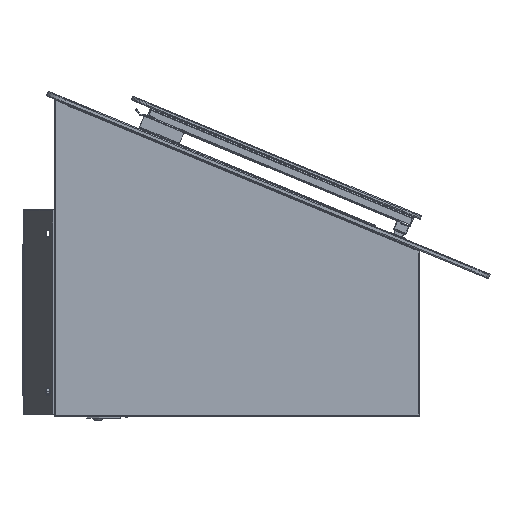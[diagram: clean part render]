
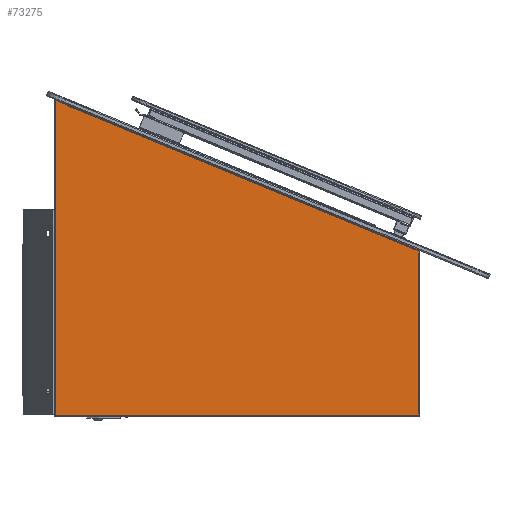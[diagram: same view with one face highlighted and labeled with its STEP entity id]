
A CAD part, left-side view. The second image highlights one B-rep face of the part: STEP entity #73275.
In plain terms, the highlighted face is planar.
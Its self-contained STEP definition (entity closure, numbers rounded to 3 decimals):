
#69936=DIRECTION('',(0.,-0.924,0.383));
#69937=VECTOR('',#69936,14.787);
#69938=CARTESIAN_POINT('',(0.,186.994,-330.462));
#69939=LINE('',#69938,#69937);
#69940=DIRECTION('',(0.,-0.383,-0.924));
#69941=VECTOR('',#69940,0.5);
#69942=CARTESIAN_POINT('',(0.,173.523,-324.341));
#69943=LINE('',#69942,#69941);
#69944=DIRECTION('',(0.,-0.383,-0.924));
#69945=VECTOR('',#69944,0.5);
#69946=CARTESIAN_POINT('',(0.,-186.35,-175.277));
#69947=LINE('',#69946,#69945);
#69948=DIRECTION('',(0.,-0.924,0.383));
#69949=VECTOR('',#69948,5.265);
#69950=CARTESIAN_POINT('',(0.,-186.541,-175.739));
#69951=LINE('',#69950,#69949);
#69952=CARTESIAN_POINT('',(0.,-191.1,-172.984));
#69953=DIRECTION('',(1.,0.,0.));
#69954=DIRECTION('',(0.,-1.,0.));
#69955=AXIS2_PLACEMENT_3D('',#69952,#69953,#69954);
#69957=DIRECTION('',(0.,0.,1.));
#69958=VECTOR('',#69957,2.465);
#69959=CARTESIAN_POINT('',(0.,-191.9,-172.984));
#69960=LINE('',#69959,#69958);
#69961=DIRECTION('',(0.,-1.,0.));
#69962=VECTOR('',#69961,1.1);
#69963=CARTESIAN_POINT('',(0.,-190.8,-170.519));
#69964=LINE('',#69963,#69962);
#69965=DIRECTION('',(0.,-1.,0.));
#69966=VECTOR('',#69965,1.1);
#69967=CARTESIAN_POINT('',(0.,-190.8,-3.));
#69968=LINE('',#69967,#69966);
#69969=DIRECTION('',(0.,0.,1.));
#69970=VECTOR('',#69969,2.2);
#69971=CARTESIAN_POINT('',(0.,-191.9,-3.));
#69972=LINE('',#69971,#69970);
#69973=CARTESIAN_POINT('',(0.,-191.1,-0.8));
#69974=DIRECTION('',(1.,0.,0.));
#69975=DIRECTION('',(0.,0.,1.));
#69976=AXIS2_PLACEMENT_3D('',#69973,#69974,#69975);
#69978=DIRECTION('',(0.,1.,0.));
#69979=VECTOR('',#69978,0.2);
#69980=CARTESIAN_POINT('',(0.,-191.1,0.));
#69981=LINE('',#69980,#69979);
#69982=DIRECTION('',(0.,0.,1.));
#69983=VECTOR('',#69982,1.4);
#69984=CARTESIAN_POINT('',(0.,-190.9,-1.4));
#69985=LINE('',#69984,#69983);
#69986=DIRECTION('',(0.,0.,1.));
#69987=VECTOR('',#69986,0.223);
#69988=CARTESIAN_POINT('',(0.,188.1,-329.723));
#69989=LINE('',#69988,#69987);
#69990=CARTESIAN_POINT('',(0.,187.3,-329.723));
#69991=DIRECTION('',(1.,0.,0.));
#69992=DIRECTION('',(0.,-0.383,-0.924));
#69993=AXIS2_PLACEMENT_3D('',#69990,#69991,#69992);
#70021=DIRECTION('',(0.,0.,-1.));
#70022=VECTOR('',#70021,328.1);
#70023=CARTESIAN_POINT('',(0.,188.1,-1.4));
#70024=LINE('',#70023,#70022);
#70171=DIRECTION('',(0.,1.,0.));
#70172=VECTOR('',#70171,379.);
#70173=CARTESIAN_POINT('',(0.,-190.9,-1.4));
#70174=LINE('',#70173,#70172);
#70594=DIRECTION('',(0.,-0.924,0.383));
#70595=VECTOR('',#70594,389.524);
#70596=CARTESIAN_POINT('',(0.,173.523,-324.341));
#70597=LINE('',#70596,#70595);
#72354=DIRECTION('',(0.,0.,1.));
#72355=VECTOR('',#72354,167.519);
#72356=CARTESIAN_POINT('',(0.,-190.8,-170.519));
#72357=LINE('',#72356,#72355);
#72496=CARTESIAN_POINT('',(0.,188.1,-1.4));
#72497=VERTEX_POINT('',#72496);
#72504=CARTESIAN_POINT('',(0.,-190.9,-1.4));
#72505=VERTEX_POINT('',#72504);
#72516=CARTESIAN_POINT('',(0.,-190.9,0.));
#72517=VERTEX_POINT('',#72516);
#72548=CARTESIAN_POINT('',(0.,-186.35,-175.277));
#72549=CARTESIAN_POINT('',(0.,-186.541,-175.739));
#72550=VERTEX_POINT('',#72548);
#72551=VERTEX_POINT('',#72549);
#72560=CARTESIAN_POINT('',(0.,173.523,-324.341));
#72561=VERTEX_POINT('',#72560);
#72576=CARTESIAN_POINT('',(0.,173.332,-324.803));
#72577=VERTEX_POINT('',#72576);
#72580=CARTESIAN_POINT('',(0.,-190.8,-170.519));
#72581=CARTESIAN_POINT('',(0.,-191.9,-170.519));
#72582=VERTEX_POINT('',#72580);
#72583=VERTEX_POINT('',#72581);
#72592=CARTESIAN_POINT('',(0.,-190.8,-3.));
#72593=VERTEX_POINT('',#72592);
#72632=CARTESIAN_POINT('',(0.,-191.9,-3.));
#72633=VERTEX_POINT('',#72632);
#72734=CARTESIAN_POINT('',(0.,188.1,-329.5));
#72735=VERTEX_POINT('',#72734);
#72744=CARTESIAN_POINT('',(0.,186.994,-330.462));
#72745=VERTEX_POINT('',#72744);
#72748=CARTESIAN_POINT('',(0.,188.1,-329.723));
#72749=VERTEX_POINT('',#72748);
#73204=CARTESIAN_POINT('',(0.,-191.9,-172.984));
#73205=VERTEX_POINT('',#73204);
#73206=CARTESIAN_POINT('',(0.,-191.406,
-173.724));
#73207=VERTEX_POINT('',#73206);
#73212=CARTESIAN_POINT('',(0.,-191.1,0.));
#73213=VERTEX_POINT('',#73212);
#73214=CARTESIAN_POINT('',(0.,-191.9,-0.8));
#73215=VERTEX_POINT('',#73214);
#73232=CARTESIAN_POINT('',(0.,0.,0.));
#73233=DIRECTION('',(-1.,0.,0.));
#73234=DIRECTION('',(0.,-1.,0.));
#73235=AXIS2_PLACEMENT_3D('',#73232,#73233,#73234);
#73236=PLANE('',#73235);
#73238=ORIENTED_EDGE('',*,*,#73237,.T.);
#73240=ORIENTED_EDGE('',*,*,#73239,.F.);
#73242=ORIENTED_EDGE('',*,*,#73241,.T.);
#73244=ORIENTED_EDGE('',*,*,#73243,.T.);
#73246=ORIENTED_EDGE('',*,*,#73245,.T.);
#73248=ORIENTED_EDGE('',*,*,#73247,.F.);
#73250=ORIENTED_EDGE('',*,*,#73249,.T.);
#73252=ORIENTED_EDGE('',*,*,#73251,.F.);
#73254=ORIENTED_EDGE('',*,*,#73253,.T.);
#73256=ORIENTED_EDGE('',*,*,#73255,.T.);
#73258=ORIENTED_EDGE('',*,*,#73257,.T.);
#73260=ORIENTED_EDGE('',*,*,#73259,.F.);
#73262=ORIENTED_EDGE('',*,*,#73261,.T.);
#73264=ORIENTED_EDGE('',*,*,#73263,.F.);
#73266=ORIENTED_EDGE('',*,*,#73265,.T.);
#73268=ORIENTED_EDGE('',*,*,#73267,.T.);
#73270=ORIENTED_EDGE('',*,*,#73269,.F.);
#73272=ORIENTED_EDGE('',*,*,#73271,.F.);
#73273=EDGE_LOOP('',(#73238,#73240,#73242,#73244,#73246,#73248,#73250,#73252,
#73254,#73256,#73258,#73260,#73262,#73264,#73266,#73268,#73270,#73272));
#73274=FACE_OUTER_BOUND('',#73273,.F.);
#73275=ADVANCED_FACE('',(#73274),#73236,.F.);
#69956=CIRCLE('',#69955,0.8);
#69977=CIRCLE('',#69976,0.8);
#69994=CIRCLE('',#69993,0.8);
#73237=EDGE_CURVE('',#72745,#72577,#69939,.T.);
#73239=EDGE_CURVE('',#72561,#72577,#69943,.T.);
#73241=EDGE_CURVE('',#72561,#72550,#70597,.T.);
#73243=EDGE_CURVE('',#72550,#72551,#69947,.T.);
#73245=EDGE_CURVE('',#72551,#73207,#69951,.T.);
#73247=EDGE_CURVE('',#73205,#73207,#69956,.T.);
#73249=EDGE_CURVE('',#73205,#72583,#69960,.T.);
#73251=EDGE_CURVE('',#72582,#72583,#69964,.T.);
#73253=EDGE_CURVE('',#72582,#72593,#72357,.T.);
#73255=EDGE_CURVE('',#72593,#72633,#69968,.T.);
#73257=EDGE_CURVE('',#72633,#73215,#69972,.T.);
#73259=EDGE_CURVE('',#73213,#73215,#69977,.T.);
#73261=EDGE_CURVE('',#73213,#72517,#69981,.T.);
#73263=EDGE_CURVE('',#72505,#72517,#69985,.T.);
#73265=EDGE_CURVE('',#72505,#72497,#70174,.T.);
#73267=EDGE_CURVE('',#72497,#72735,#70024,.T.);
#73269=EDGE_CURVE('',#72749,#72735,#69989,.T.);
#73271=EDGE_CURVE('',#72745,#72749,#69994,.T.);
